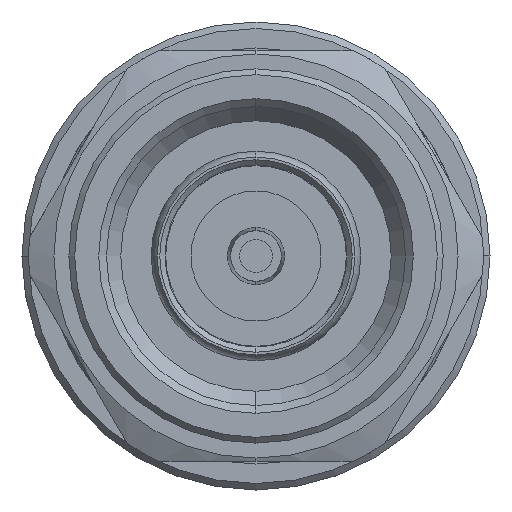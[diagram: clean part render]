
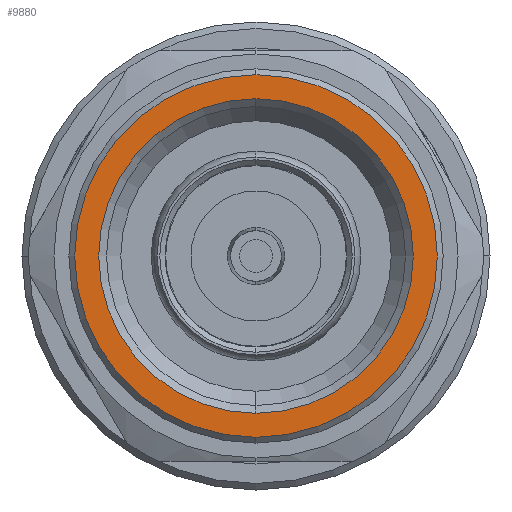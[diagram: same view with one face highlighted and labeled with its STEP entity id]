
A CAD part, left-side view. The second image highlights one B-rep face of the part: STEP entity #9880.
In plain terms, the highlighted planar face has unit normal (-1, 0, 0).
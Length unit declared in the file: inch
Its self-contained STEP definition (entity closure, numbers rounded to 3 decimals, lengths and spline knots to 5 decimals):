
#386 = EDGE_LOOP ( 'NONE', ( #5092, #5059 ) ) ;
#530 = ORIENTED_EDGE ( 'NONE', *, *, #5759, .T. ) ;
#710 = FACE_BOUND ( 'NONE', #5343, .T. ) ;
#911 = DIRECTION ( 'NONE',  ( 0., 0., 1. ) ) ;
#1282 = EDGE_CURVE ( 'NONE', #5539, #4008, #5483, .T. ) ;
#1372 = CARTESIAN_POINT ( 'NONE',  ( 0., 0., 0. ) ) ;
#1474 = CIRCLE ( 'NONE', #1793, 0.2745 ) ;
#1600 = CARTESIAN_POINT ( 'NONE',  ( 0., 0., 0.2745 ) ) ;
#1793 = AXIS2_PLACEMENT_3D ( 'NONE', #4588, #6199, #3025 ) ;
#2230 = DIRECTION ( 'NONE',  ( 0., 0., -1. ) ) ;
#2440 = AXIS2_PLACEMENT_3D ( 'NONE', #1372, #4449, #2230 ) ;
#2894 = DIRECTION ( 'NONE',  ( 1., 0., 0. ) ) ;
#3025 = DIRECTION ( 'NONE',  ( 0., 0., -1. ) ) ;
#3687 = EDGE_CURVE ( 'NONE', #3906, #9865, #1474, .T. ) ;
#3703 = DIRECTION ( 'NONE',  ( 0., 0., -1. ) ) ;
#3759 = CIRCLE ( 'NONE', #9209, 0.2745 ) ;
#3906 = VERTEX_POINT ( 'NONE', #7431 ) ;
#3981 = DIRECTION ( 'NONE',  ( -1., 0., 0. ) ) ;
#3984 = CARTESIAN_POINT ( 'NONE',  ( 0., 0., 0. ) ) ;
#4008 = VERTEX_POINT ( 'NONE', #9596 ) ;
#4171 = AXIS2_PLACEMENT_3D ( 'NONE', #4880, #3981, #911 ) ;
#4242 = CIRCLE ( 'NONE', #4258, 0.23819 ) ;
#4258 = AXIS2_PLACEMENT_3D ( 'NONE', #3984, #6295, #9914 ) ;
#4449 = DIRECTION ( 'NONE',  ( 1., 0., 0. ) ) ;
#4588 = CARTESIAN_POINT ( 'NONE',  ( 0., 0., 0. ) ) ;
#4833 = EDGE_CURVE ( 'NONE', #9865, #3906, #3759, .T. ) ;
#4880 = CARTESIAN_POINT ( 'NONE',  ( 0., 0., 0. ) ) ;
#5059 = ORIENTED_EDGE ( 'NONE', *, *, #4833, .F. ) ;
#5092 = ORIENTED_EDGE ( 'NONE', *, *, #3687, .F. ) ;
#5343 = EDGE_LOOP ( 'NONE', ( #530, #6246 ) ) ;
#5483 = CIRCLE ( 'NONE', #2440, 0.23819 ) ;
#5539 = VERTEX_POINT ( 'NONE', #6051 ) ;
#5584 = PLANE ( 'NONE',  #4171 ) ;
#5759 = EDGE_CURVE ( 'NONE', #4008, #5539, #4242, .T. ) ;
#6051 = CARTESIAN_POINT ( 'NONE',  ( 0., 0., -0.23819 ) ) ;
#6199 = DIRECTION ( 'NONE',  ( 1., 0., 0. ) ) ;
#6246 = ORIENTED_EDGE ( 'NONE', *, *, #1282, .T. ) ;
#6295 = DIRECTION ( 'NONE',  ( 1., 0., 0. ) ) ;
#7431 = CARTESIAN_POINT ( 'NONE',  ( 0., 0., -0.2745 ) ) ;
#9209 = AXIS2_PLACEMENT_3D ( 'NONE', #9775, #2894, #3703 ) ;
#9494 = FACE_OUTER_BOUND ( 'NONE', #386, .T. ) ;
#9596 = CARTESIAN_POINT ( 'NONE',  ( 0., 0., 0.23819 ) ) ;
#9775 = CARTESIAN_POINT ( 'NONE',  ( 0., 0., 0. ) ) ;
#9865 = VERTEX_POINT ( 'NONE', #1600 ) ;
#9880 = ADVANCED_FACE ( 'NONE', ( #710, #9494 ), #5584, .T. ) ;
#9914 = DIRECTION ( 'NONE',  ( 0., 0., -1. ) ) ;
